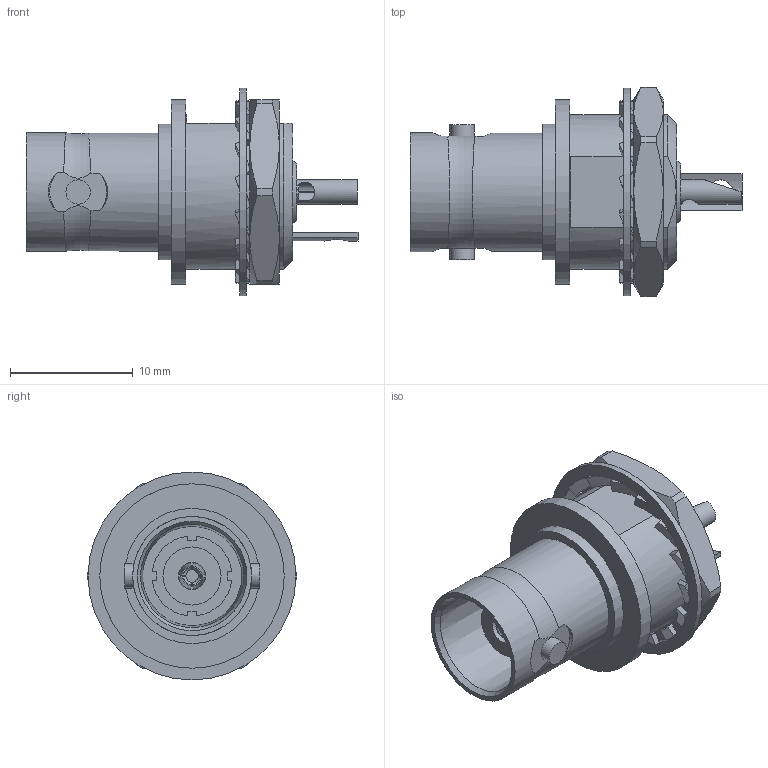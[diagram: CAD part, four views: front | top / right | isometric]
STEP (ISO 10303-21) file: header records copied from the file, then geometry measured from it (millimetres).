
FILE_DESCRIPTION (( 'STEP AP203' ), '1' );
FILE_NAME ('R141.572.000N.STEP', '2012-03-30T08:18:09', ( 'Radiall' ), ( '' ), 'SwSTEP 2.0', 'SolidWorks 2011', '' );
FILE_SCHEMA (( 'CONFIG_CONTROL_DESIGN' ));
Length unit declared in the file: metre
Products named in the file (1): R141.572.000N
Bounding box: 27 x 17 x 16.9 mm (x, y, z)
Volume: 1957 mm3; surface area: 2013.4 mm2
Topology: 1 solids, 2 shells, 359 faces, 998 edges, 660 vertices
Faces by surface type: plane 184, cylinder 132, cone 40, torus 3
Full cylindrical faces by diameter (mm): 1.98 x2, 2 x1, 2.2 x2, 4.72 x1, 5.2 x1, 9.6 x1, 9.67 x1, 10.596 x1, 11 x1, 12.59 x1, 14.95 x1, 15 x1, 16.9 x1
Entity records: 12269 total; most frequent: CARTESIAN_POINT 3354, ORIENTED_EDGE 1920, DIRECTION 1742, EDGE_CURVE 960, AXIS2_PLACEMENT_3D 668, VERTEX_POINT 646, EDGE_LOOP 440, VECTOR 406
